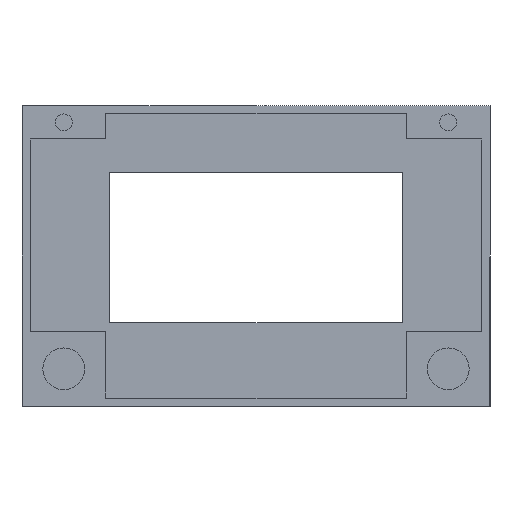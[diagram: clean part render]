
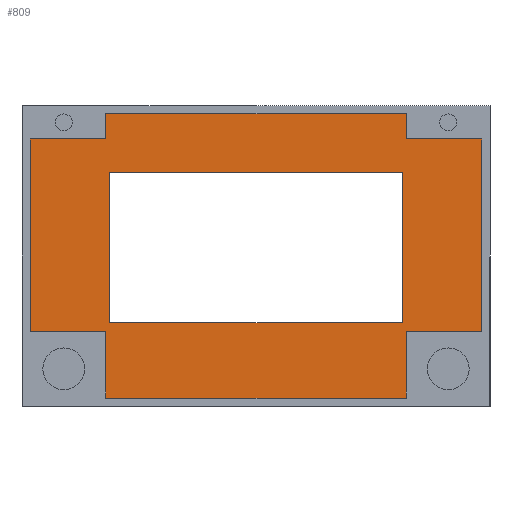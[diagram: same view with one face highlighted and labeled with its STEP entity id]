
A CAD part, front view. The second image highlights one B-rep face of the part: STEP entity #809.
In plain terms, the highlighted planar face has unit normal (0, -1, 0).
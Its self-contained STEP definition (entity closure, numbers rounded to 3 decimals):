
#2 = VERTEX_POINT ( 'NONE', #116 ) ;
#14 = VERTEX_POINT ( 'NONE', #885 ) ;
#19 = EDGE_CURVE ( 'NONE', #887, #918, #158, .T. ) ;
#21 = VERTEX_POINT ( 'NONE', #876 ) ;
#41 = LINE ( 'NONE', #195, #888 ) ;
#44 = ORIENTED_EDGE ( 'NONE', *, *, #72, .F. ) ;
#46 = LINE ( 'NONE', #362, #215 ) ;
#71 = CARTESIAN_POINT ( 'NONE',  ( 1., 3., 32. ) ) ;
#72 = EDGE_CURVE ( 'NONE', #681, #834, #868, .T. ) ;
#81 = DIRECTION ( 'NONE',  ( 1., 0., 0. ) ) ;
#102 = EDGE_CURVE ( 'NONE', #122, #431, #714, .T. ) ;
#106 = DIRECTION ( 'NONE',  ( 0., 0., 1. ) ) ;
#114 = VECTOR ( 'NONE', #839, 1000. ) ;
#116 = CARTESIAN_POINT ( 'NONE',  ( 10., 3., 1. ) ) ;
#122 = VERTEX_POINT ( 'NONE', #1035 ) ;
#123 = DIRECTION ( 'NONE',  ( 0., 0., 1. ) ) ;
#124 = CARTESIAN_POINT ( 'NONE',  ( 46., 3., 1. ) ) ;
#125 = DIRECTION ( 'NONE',  ( 0., 1., 0. ) ) ;
#127 = VERTEX_POINT ( 'NONE', #71 ) ;
#140 = ORIENTED_EDGE ( 'NONE', *, *, #844, .T. ) ;
#158 = LINE ( 'NONE', #637, #567 ) ;
#163 = CARTESIAN_POINT ( 'NONE',  ( 10.5, 3., 28. ) ) ;
#182 = VECTOR ( 'NONE', #713, 1000. ) ;
#186 = EDGE_CURVE ( 'NONE', #2, #431, #333, .T. ) ;
#195 = CARTESIAN_POINT ( 'NONE',  ( 10.5, 3., 10. ) ) ;
#215 = VECTOR ( 'NONE', #366, 1000. ) ;
#216 = ORIENTED_EDGE ( 'NONE', *, *, #482, .T. ) ;
#239 = DIRECTION ( 'NONE',  ( 1., 0., 0. ) ) ;
#252 = LINE ( 'NONE', #810, #498 ) ;
#254 = VERTEX_POINT ( 'NONE', #513 ) ;
#272 = LINE ( 'NONE', #521, #114 ) ;
#289 = LINE ( 'NONE', #355, #866 ) ;
#297 = LINE ( 'NONE', #690, #394 ) ;
#301 = EDGE_CURVE ( 'NONE', #887, #681, #411, .T. ) ;
#313 = ORIENTED_EDGE ( 'NONE', *, *, #378, .F. ) ;
#316 = DIRECTION ( 'NONE',  ( 0., 0., 1. ) ) ;
#320 = DIRECTION ( 'NONE',  ( 0., 0., -1. ) ) ;
#333 = LINE ( 'NONE', #655, #678 ) ;
#347 = EDGE_CURVE ( 'NONE', #835, #2, #46, .T. ) ;
#355 = CARTESIAN_POINT ( 'NONE',  ( 45.5, 3., 10. ) ) ;
#357 = VERTEX_POINT ( 'NONE', #771 ) ;
#362 = CARTESIAN_POINT ( 'NONE',  ( 10., 3., 0. ) ) ;
#366 = DIRECTION ( 'NONE',  ( 0., 0., -1. ) ) ;
#368 = PLANE ( 'NONE',  #558 ) ;
#372 = CARTESIAN_POINT ( 'NONE',  ( 45.5, 3., 28. ) ) ;
#378 = EDGE_CURVE ( 'NONE', #21, #254, #297, .T. ) ;
#379 = ORIENTED_EDGE ( 'NONE', *, *, #186, .T. ) ;
#382 = CARTESIAN_POINT ( 'NONE',  ( 0., 3., 9. ) ) ;
#393 = EDGE_CURVE ( 'NONE', #510, #653, #611, .T. ) ;
#394 = VECTOR ( 'NONE', #123, 1000. ) ;
#401 = CARTESIAN_POINT ( 'NONE',  ( 55., 3., 32. ) ) ;
#402 = LINE ( 'NONE', #163, #845 ) ;
#411 = LINE ( 'NONE', #422, #508 ) ;
#422 = CARTESIAN_POINT ( 'NONE',  ( 0., 3., 32. ) ) ;
#431 = VERTEX_POINT ( 'NONE', #124 ) ;
#441 = CARTESIAN_POINT ( 'NONE',  ( 0., 3., 0. ) ) ;
#443 = VERTEX_POINT ( 'NONE', #372 ) ;
#447 = ORIENTED_EDGE ( 'NONE', *, *, #301, .F. ) ;
#449 = ORIENTED_EDGE ( 'NONE', *, *, #589, .F. ) ;
#450 = VECTOR ( 'NONE', #106, 1000. ) ;
#452 = EDGE_CURVE ( 'NONE', #254, #918, #1012, .T. ) ;
#453 = CARTESIAN_POINT ( 'NONE',  ( 10.5, 3., 10. ) ) ;
#455 = ORIENTED_EDGE ( 'NONE', *, *, #905, .T. ) ;
#473 = CARTESIAN_POINT ( 'NONE',  ( 46., 3., 32. ) ) ;
#482 = EDGE_CURVE ( 'NONE', #443, #14, #289, .T. ) ;
#498 = VECTOR ( 'NONE', #81, 1000. ) ;
#508 = VECTOR ( 'NONE', #730, 1000. ) ;
#510 = VERTEX_POINT ( 'NONE', #892 ) ;
#513 = CARTESIAN_POINT ( 'NONE',  ( 10., 3., 35. ) ) ;
#521 = CARTESIAN_POINT ( 'NONE',  ( 1., 3., 0. ) ) ;
#550 = VECTOR ( 'NONE', #772, 1000. ) ;
#558 = AXIS2_PLACEMENT_3D ( 'NONE', #441, #125, #603 ) ;
#562 = ORIENTED_EDGE ( 'NONE', *, *, #452, .F. ) ;
#567 = VECTOR ( 'NONE', #316, 1000. ) ;
#588 = ORIENTED_EDGE ( 'NONE', *, *, #393, .T. ) ;
#589 = EDGE_CURVE ( 'NONE', #127, #21, #252, .T. ) ;
#603 = DIRECTION ( 'NONE',  ( 0., 0., 1. ) ) ;
#609 = CARTESIAN_POINT ( 'NONE',  ( 0., 3., 35. ) ) ;
#611 = LINE ( 'NONE', #453, #450 ) ;
#626 = ORIENTED_EDGE ( 'NONE', *, *, #824, .T. ) ;
#636 = CARTESIAN_POINT ( 'NONE',  ( 0., 3., 9. ) ) ;
#637 = CARTESIAN_POINT ( 'NONE',  ( 46., 3., 0. ) ) ;
#653 = VERTEX_POINT ( 'NONE', #1043 ) ;
#655 = CARTESIAN_POINT ( 'NONE',  ( 0., 3., 1. ) ) ;
#668 = VECTOR ( 'NONE', #967, 1000. ) ;
#669 = DIRECTION ( 'NONE',  ( 1., 0., 0. ) ) ;
#677 = CARTESIAN_POINT ( 'NONE',  ( 10., 3., 9. ) ) ;
#678 = VECTOR ( 'NONE', #669, 1000. ) ;
#681 = VERTEX_POINT ( 'NONE', #401 ) ;
#690 = CARTESIAN_POINT ( 'NONE',  ( 10., 3., 0. ) ) ;
#708 = VECTOR ( 'NONE', #1037, 1000. ) ;
#713 = DIRECTION ( 'NONE',  ( 1., 0., 0. ) ) ;
#714 = LINE ( 'NONE', #1038, #836 ) ;
#717 = LINE ( 'NONE', #636, #182 ) ;
#730 = DIRECTION ( 'NONE',  ( 1., 0., 0. ) ) ;
#751 = CARTESIAN_POINT ( 'NONE',  ( 55., 3., 9. ) ) ;
#758 = EDGE_LOOP ( 'NONE', ( #588, #872, #216, #626 ) ) ;
#771 = CARTESIAN_POINT ( 'NONE',  ( 1., 3., 9. ) ) ;
#772 = DIRECTION ( 'NONE',  ( 1., 0., 0. ) ) ;
#775 = EDGE_LOOP ( 'NONE', ( #447, #964, #562, #313, #449, #140, #975, #986, #379, #841, #455, #44 ) ) ;
#788 = CARTESIAN_POINT ( 'NONE',  ( 46., 3., 35. ) ) ;
#809 = ADVANCED_FACE ( 'NONE', ( #926, #853 ), #368, .F. ) ;
#810 = CARTESIAN_POINT ( 'NONE',  ( 0., 3., 32. ) ) ;
#824 = EDGE_CURVE ( 'NONE', #14, #510, #41, .T. ) ;
#834 = VERTEX_POINT ( 'NONE', #751 ) ;
#835 = VERTEX_POINT ( 'NONE', #677 ) ;
#836 = VECTOR ( 'NONE', #320, 1000. ) ;
#839 = DIRECTION ( 'NONE',  ( 0., 0., -1. ) ) ;
#841 = ORIENTED_EDGE ( 'NONE', *, *, #102, .F. ) ;
#844 = EDGE_CURVE ( 'NONE', #127, #357, #272, .T. ) ;
#845 = VECTOR ( 'NONE', #239, 1000. ) ;
#853 = FACE_BOUND ( 'NONE', #758, .T. ) ;
#857 = LINE ( 'NONE', #382, #708 ) ;
#866 = VECTOR ( 'NONE', #1015, 1000. ) ;
#868 = LINE ( 'NONE', #1045, #668 ) ;
#872 = ORIENTED_EDGE ( 'NONE', *, *, #999, .T. ) ;
#876 = CARTESIAN_POINT ( 'NONE',  ( 10., 3., 32. ) ) ;
#885 = CARTESIAN_POINT ( 'NONE',  ( 45.5, 3., 10. ) ) ;
#887 = VERTEX_POINT ( 'NONE', #473 ) ;
#888 = VECTOR ( 'NONE', #914, 1000. ) ;
#892 = CARTESIAN_POINT ( 'NONE',  ( 10.5, 3., 10. ) ) ;
#905 = EDGE_CURVE ( 'NONE', #122, #834, #717, .T. ) ;
#914 = DIRECTION ( 'NONE',  ( -1., 0., 0. ) ) ;
#917 = EDGE_CURVE ( 'NONE', #357, #835, #857, .T. ) ;
#918 = VERTEX_POINT ( 'NONE', #788 ) ;
#926 = FACE_OUTER_BOUND ( 'NONE', #775, .T. ) ;
#964 = ORIENTED_EDGE ( 'NONE', *, *, #19, .T. ) ;
#967 = DIRECTION ( 'NONE',  ( 0., 0., -1. ) ) ;
#975 = ORIENTED_EDGE ( 'NONE', *, *, #917, .T. ) ;
#986 = ORIENTED_EDGE ( 'NONE', *, *, #347, .T. ) ;
#999 = EDGE_CURVE ( 'NONE', #653, #443, #402, .T. ) ;
#1012 = LINE ( 'NONE', #609, #550 ) ;
#1015 = DIRECTION ( 'NONE',  ( 0., 0., -1. ) ) ;
#1035 = CARTESIAN_POINT ( 'NONE',  ( 46., 3., 9. ) ) ;
#1037 = DIRECTION ( 'NONE',  ( 1., 0., 0. ) ) ;
#1038 = CARTESIAN_POINT ( 'NONE',  ( 46., 3., 0. ) ) ;
#1043 = CARTESIAN_POINT ( 'NONE',  ( 10.5, 3., 28. ) ) ;
#1045 = CARTESIAN_POINT ( 'NONE',  ( 55., 3., 0. ) ) ;
